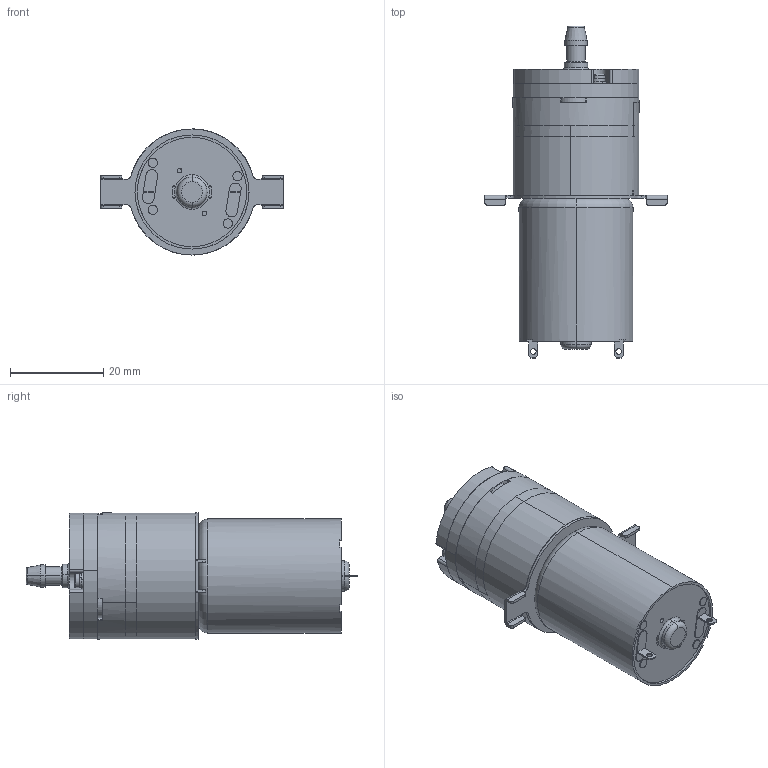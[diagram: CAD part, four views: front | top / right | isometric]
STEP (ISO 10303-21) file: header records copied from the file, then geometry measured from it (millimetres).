
FILE_DESCRIPTION((''),'2;1');
FILE_NAME('KPM27W-12B_ASM','2018-03-28T',('wangsz'),(''),'CREO PARAMETRIC BY PTC INC, 2015200','CREO PARAMETRIC BY PTC INC, 2015200','');
FILE_SCHEMA(('CONFIG_CONTROL_DESIGN'));
Length unit declared in the file: millimetre
Products named in the file (9): 030400010158; 030310030111; PM27CB4; PM27WBB3-4; PM27WRB2-8; 030100020118; PM27HB1; PM27JSC1-2; KPM27W-12B_ASM
Assembly tree (10 placements, depth 2):
  KPM27W-12B_ASM
    030400010158
    030310030111
    PM27CB4
    PM27WBB3-4
    PM27WRB2-8
    030100020118
    PM27HB1
    PM27JSC1-2  x3
Bounding box: 39 x 71.05 x 27 mm (x, y, z)
Volume: 22738 mm3; surface area: 15323.3 mm2
Topology: 12 solids, 12 shells, 520 faces, 1798 edges, 1332 vertices
Faces by surface type: plane 193, cylinder 165, bspline 132, torus 28, cone 2
Entity records: 29535 total; most frequent: CARTESIAN_POINT 13463, ORIENTED_EDGE 2188, DIRECTION 1904, PRESENTATION_STYLE_ASSIGNMENT 1476, STYLED_ITEM 1476, CURVE_STYLE 1094, EDGE_CURVE 1094, VERTEX_POINT 766
